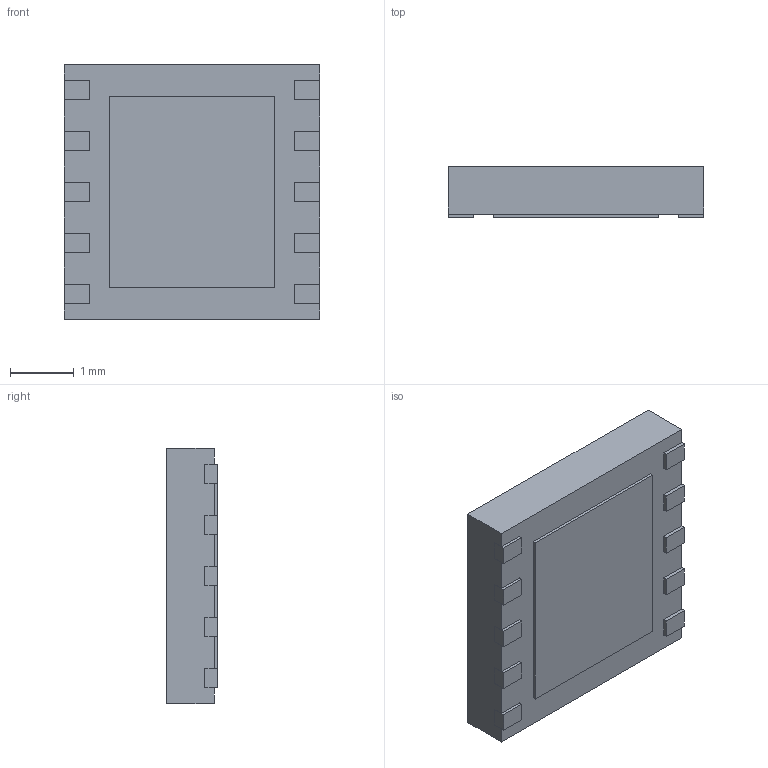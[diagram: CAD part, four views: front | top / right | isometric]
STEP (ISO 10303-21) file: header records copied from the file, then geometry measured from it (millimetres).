
FILE_DESCRIPTION (( 'STEP AP214' ), '1' );
FILE_NAME ('LMR14050SQDPRRQ1.STEP', '2020-12-18T15:15:30', ( '' ), ( '' ), 'SwSTEP 2.0', 'SolidWorks 2018', '' );
FILE_SCHEMA (( 'AUTOMOTIVE_DESIGN' ));
Length unit declared in the file: millimetre
Products named in the file (1): LMR14050SQDPRRQ1
Bounding box: 4 x 0.8 x 4 mm (x, y, z)
Volume: 12.5 mm3; surface area: 69.9 mm2
Topology: 12 solids, 12 shells, 117 faces, 276 edges, 184 vertices
Faces by surface type: plane 117
Entity records: 3423 total; most frequent: CARTESIAN_POINT 578, ORIENTED_EDGE 552, DIRECTION 512, EDGE_CURVE 276, LINE 276, VECTOR 276, VERTEX_POINT 184, AXIS2_PLACEMENT_3D 118
